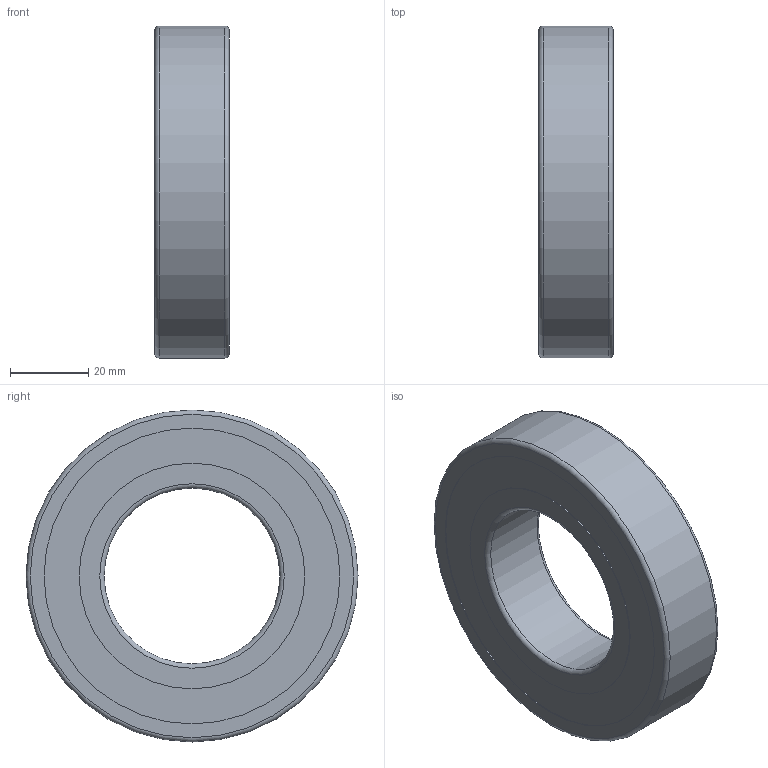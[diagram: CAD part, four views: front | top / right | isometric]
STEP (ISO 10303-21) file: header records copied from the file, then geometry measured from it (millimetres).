
FILE_DESCRIPTION(/* description */ ('STEP AP214'),/* implementation_level */ '2;1');
FILE_NAME(/* name */ '6209ZZ',/* time_stamp */ '2025-10-07T19:51:25+02:00',/* author */ ('License CC BY-ND 4.0'),/* organization */ ('CADENAS'),/* preprocessor_version */ 'ST-DEVELOPER v19.3',/* originating_system */ 'PARTsolutions',/* authorisation */ ' ');
FILE_SCHEMA (('AUTOMOTIVE_DESIGN {1 0 10303 214 3 1 1}'));
Length unit declared in the file: millimetre
Products named in the file (5): 6209ZZ; 6209ZZ Inner Ring; 6209ZZ Outer Ring; 6209ZZst; 6209ZZ Ball
Assembly tree (14 placements, depth 2):
  6209ZZ
    6209ZZ Inner Ring
    6209ZZ Outer Ring
    6209ZZst  x2
    6209ZZ Ball  x10
Bounding box: 19 x 85 x 85 mm (x, y, z)
Volume: 53187.8 mm3; surface area: 33455 mm2
Topology: 14 solids, 14 shells, 38 faces, 77 edges, 49 vertices
Faces by surface type: cylinder 12, plane 10, sphere 10, torus 6
Full cylindrical faces by diameter (mm): 45 x1, 57.8 x4, 72.2 x2, 75.756 x4, 85 x1
Entity records: 718 total; most frequent: DIRECTION 128, CARTESIAN_POINT 89, AXIS2_PLACEMENT_3D 64, FACE_BOUND 49, ORIENTED_EDGE 48, EDGE_LOOP 48, VERTEX_POINT 25, ADVANCED_FACE 25
